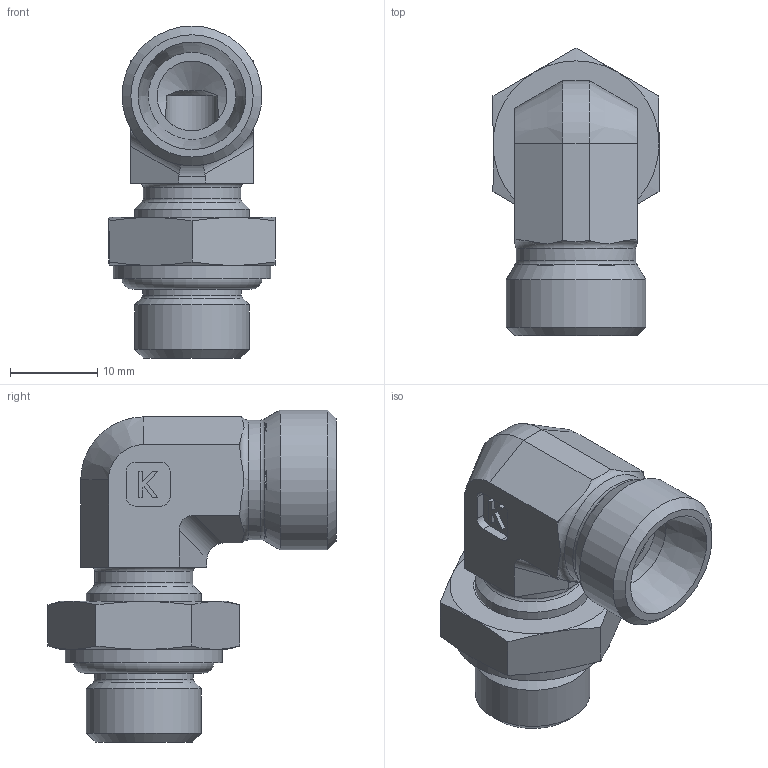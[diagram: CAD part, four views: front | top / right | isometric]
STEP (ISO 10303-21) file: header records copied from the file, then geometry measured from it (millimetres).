
FILE_DESCRIPTION((''),'2;1');
FILE_NAME('6721416010.stp','2015-07-17T15:06:06',(''),('KNOMI spol. s r. o.'),'Autodesk Inventor 2012','Autodesk Inventor 2012','');
FILE_SCHEMA(('AUTOMOTIVE_DESIGN { 1 2 10303 214 0 1 1 1 }'));
Length unit declared in the file: millimetre
Products named in the file (4): ÚPS G1/4/M16K op. Výkovek; 679 1416 10; 679 5 140; 60 10600 240 80
Assembly tree (3 placements, depth 2):
  ÚPS G1/4/M16K op. Výkovek
    679 1416 10
    679 5 140
    60 10600 240 80
Bounding box: 19 x 32.97 x 38 mm (x, y, z)
Volume: 7061.8 mm3; surface area: 5145.3 mm2
Topology: 3 solids, 3 shells, 116 faces, 268 edges, 167 vertices
Faces by surface type: plane 62, cone 26, cylinder 20, torus 8
Full cylindrical faces by diameter (mm): 6 x1, 8 x1, 10 x1, 11.2 x1, 11.3 x1, 11.445 x1, 13.157 x2, 13.7 x1, 15.1 x1, 16 x1, 18 x1
Entity records: 3351 total; most frequent: CARTESIAN_POINT 684, DIRECTION 514, ORIENTED_EDGE 460, EDGE_CURVE 230, AXIS2_PLACEMENT_3D 203, EDGE_LOOP 161, VERTEX_POINT 159, STYLED_ITEM 119
